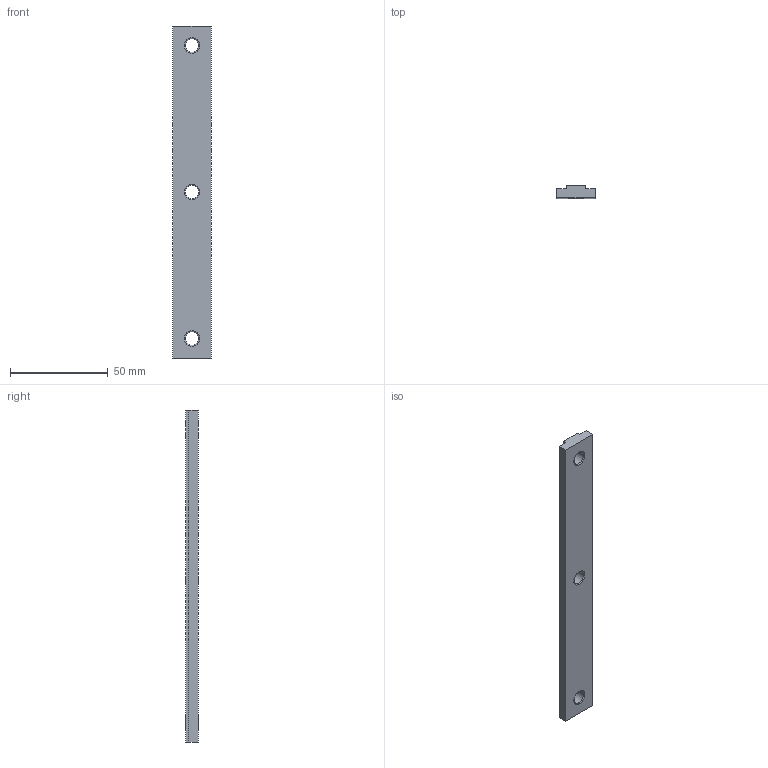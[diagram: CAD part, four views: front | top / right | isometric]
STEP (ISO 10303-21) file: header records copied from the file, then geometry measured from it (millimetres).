
FILE_DESCRIPTION(('Creo Elements/Direct Modeling STEP Export'),'2;1');
FILE_NAME('44.0130_Klemmschiene-MMS-44_170mm.stp','2022-03-21T 8:56:52',(''),(''),'PTC Creo Elements/Direct Modeling STEP processor for AP214 (Solid Model)','PTC Creo Elements/Direct Modeling 19.0C 15-Aug-2015 (C) Parametric Technology GmbH','');
FILE_SCHEMA(('AUTOMOTIVE_DESIGN { 1 0 10303 214 1 1 1 1 }'));
Length unit declared in the file: millimetre
Products named in the file (2): Klemmschiene-MMS-44_170mm_44.0130_PX173044
Assembly tree (1 placements, depth 2):
  Klemmschiene-MMS-44_170mm_44.0130_PX173044
    Klemmschiene-MMS-44_170mm_44.0130_PX173044
Bounding box: 19.8 x 6.4 x 170 mm (x, y, z)
Volume: 18165.4 mm3; surface area: 9290.9 mm2
Topology: 1 solids, 1 shells, 28 faces, 66 edges, 40 vertices
Faces by surface type: cone 12, plane 10, cylinder 6
Entity records: 838 total; most frequent: ORIENTED_EDGE 132, DIRECTION 124, CARTESIAN_POINT 123, EDGE_CURVE 66, VECTOR 42, LINE 42, AXIS2_PLACEMENT_3D 41, VERTEX_POINT 40
